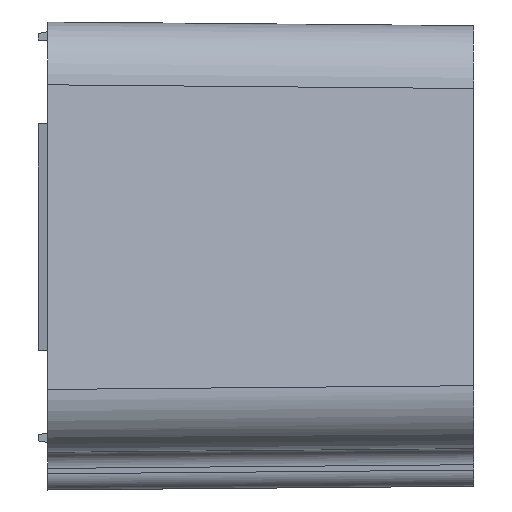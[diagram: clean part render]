
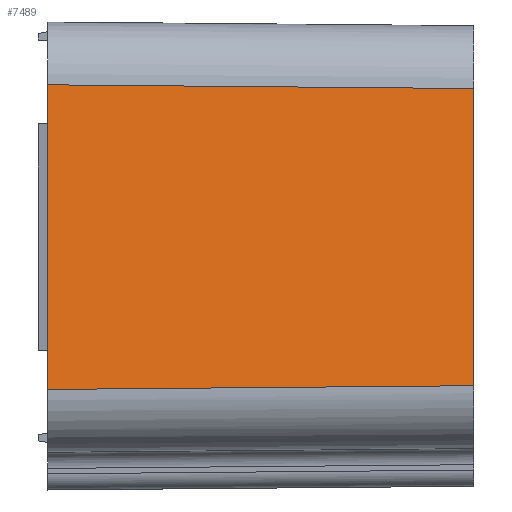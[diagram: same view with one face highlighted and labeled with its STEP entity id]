
A CAD part, left-side view. The second image highlights one B-rep face of the part: STEP entity #7489.
In plain terms, the highlighted planar face has unit normal (-0.935, -0.354, 0).
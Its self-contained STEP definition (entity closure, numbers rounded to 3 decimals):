
#71 = EDGE_CURVE ( 'NONE', #11412, #7858, #2273, .T. ) ;
#115 = EDGE_CURVE ( 'NONE', #4991, #11412, #8605, .T. ) ;
#231 = CARTESIAN_POINT ( 'NONE',  ( -35., 0., -6.167 ) ) ;
#1235 = FACE_OUTER_BOUND ( 'NONE', #1508, .T. ) ;
#1508 = EDGE_LOOP ( 'NONE', ( #11859, #9597, #3957, #10984 ) ) ;
#1539 = CARTESIAN_POINT ( 'NONE',  ( -35., 0., -39.88 ) ) ;
#1722 = EDGE_CURVE ( 'NONE', #7858, #6525, #4815, .T. ) ;
#2014 = DIRECTION ( 'NONE',  ( -0.354, 0.935, 0.008 ) ) ;
#2273 = LINE ( 'NONE', #9102, #6409 ) ;
#2592 = CARTESIAN_POINT ( 'NONE',  ( -35.018, 0.047, -33.714 ) ) ;
#2622 = CARTESIAN_POINT ( 'NONE',  ( -49.94, 39.5, -5.822 ) ) ;
#2986 = CARTESIAN_POINT ( 'NONE',  ( -49.957, 39.544, -5.822 ) ) ;
#2988 = CARTESIAN_POINT ( 'NONE',  ( -35., 0., -33.713 ) ) ;
#3008 = VECTOR ( 'NONE', #10161, 1000. ) ;
#3463 = CARTESIAN_POINT ( 'NONE',  ( -49.94, 39.5, -34.058 ) ) ;
#3957 = ORIENTED_EDGE ( 'NONE', *, *, #10202, .F. ) ;
#4815 = LINE ( 'NONE', #2986, #10554 ) ;
#4991 = VERTEX_POINT ( 'NONE', #3463 ) ;
#5168 = VECTOR ( 'NONE', #11748, 1000. ) ;
#6342 = DIRECTION ( 'NONE',  ( -0.935, -0.354, 0. ) ) ;
#6409 = VECTOR ( 'NONE', #11958, 1000. ) ;
#6525 = VERTEX_POINT ( 'NONE', #2622 ) ;
#7489 = ADVANCED_FACE ( 'NONE', ( #1235 ), #10096, .T. ) ;
#7858 = VERTEX_POINT ( 'NONE', #231 ) ;
#8605 = LINE ( 'NONE', #2592, #3008 ) ;
#8895 = CARTESIAN_POINT ( 'NONE',  ( -49.94, 39.5, -39.88 ) ) ;
#9102 = CARTESIAN_POINT ( 'NONE',  ( -35., 0., -39.88 ) ) ;
#9597 = ORIENTED_EDGE ( 'NONE', *, *, #1722, .T. ) ;
#10096 = PLANE ( 'NONE',  #11587 ) ;
#10161 = DIRECTION ( 'NONE',  ( 0.354, -0.935, 0.008 ) ) ;
#10171 = LINE ( 'NONE', #8895, #5168 ) ;
#10202 = EDGE_CURVE ( 'NONE', #4991, #6525, #10171, .T. ) ;
#10554 = VECTOR ( 'NONE', #2014, 1000. ) ;
#10927 = DIRECTION ( 'NONE',  ( 0.354, -0.935, 0. ) ) ;
#10984 = ORIENTED_EDGE ( 'NONE', *, *, #115, .T. ) ;
#11412 = VERTEX_POINT ( 'NONE', #2988 ) ;
#11587 = AXIS2_PLACEMENT_3D ( 'NONE', #1539, #6342, #10927 ) ;
#11748 = DIRECTION ( 'NONE',  ( 0., 0., 1. ) ) ;
#11859 = ORIENTED_EDGE ( 'NONE', *, *, #71, .T. ) ;
#11958 = DIRECTION ( 'NONE',  ( 0., 0., 1. ) ) ;
